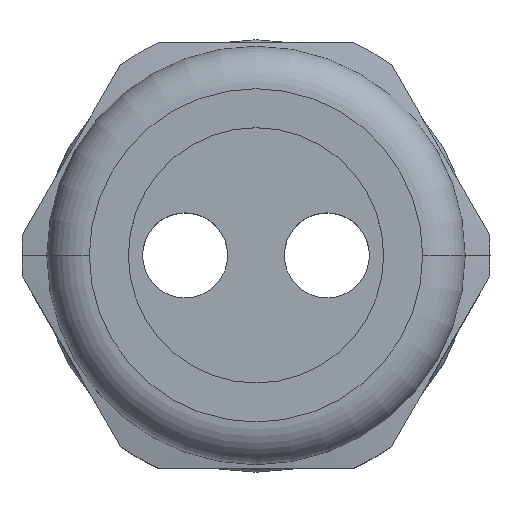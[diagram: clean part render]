
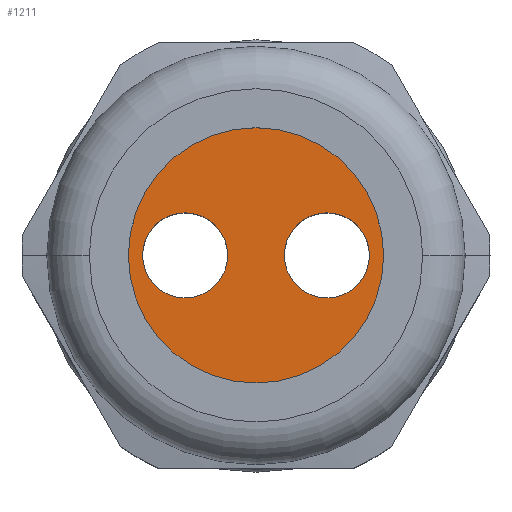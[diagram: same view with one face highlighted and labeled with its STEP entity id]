
A CAD part, top view. The second image highlights one B-rep face of the part: STEP entity #1211.
In plain terms, the highlighted planar face has unit normal (0, 0, 1).
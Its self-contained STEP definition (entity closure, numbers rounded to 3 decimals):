
#160 = CARTESIAN_POINT ( 'NONE',  ( 0., 0., 31.5 ) ) ;
#161 = DIRECTION ( 'NONE',  ( 0., 0., 1. ) ) ;
#162 = DIRECTION ( 'NONE',  ( 1., 0., 0. ) ) ;
#326 = AXIS2_PLACEMENT_3D ( 'NONE', #382, #381, #380 ) ;
#328 = FACE_OUTER_BOUND ( 'NONE', #907, .T. ) ;
#333 = FACE_BOUND ( 'NONE', #905, .T. ) ;
#335 = FACE_BOUND ( 'NONE', #906, .T. ) ;
#339 = AXIS2_PLACEMENT_3D ( 'NONE', #393, #392, #391 ) ;
#340 = AXIS2_PLACEMENT_3D ( 'NONE', #396, #395, #394 ) ;
#380 = DIRECTION ( 'NONE',  ( 1., 0., 0. ) ) ;
#381 = DIRECTION ( 'NONE',  ( 0., 0., 1. ) ) ;
#382 = CARTESIAN_POINT ( 'NONE',  ( 0., 0., 31.5 ) ) ;
#383 = PLANE ( 'NONE',  #326 ) ;
#391 = DIRECTION ( 'NONE',  ( -1., 0., 0. ) ) ;
#392 = DIRECTION ( 'NONE',  ( 0., 0., 1. ) ) ;
#393 = CARTESIAN_POINT ( 'NONE',  ( 5., 0., 31.5 ) ) ;
#394 = DIRECTION ( 'NONE',  ( 1., 0., 0. ) ) ;
#395 = DIRECTION ( 'NONE',  ( 0., 0., 1. ) ) ;
#396 = CARTESIAN_POINT ( 'NONE',  ( -5., 0., 31.5 ) ) ;
#589 = CARTESIAN_POINT ( 'NONE',  ( 9., 0., 31.5 ) ) ;
#590 = CARTESIAN_POINT ( 'NONE',  ( -9., 0., 31.5 ) ) ;
#605 = CARTESIAN_POINT ( 'NONE',  ( 2., 0., 31.5 ) ) ;
#606 = CARTESIAN_POINT ( 'NONE',  ( -2., 0., 31.5 ) ) ;
#610 = CARTESIAN_POINT ( 'NONE',  ( -8., 0., 31.5 ) ) ;
#611 = CARTESIAN_POINT ( 'NONE',  ( 8., 0., 31.5 ) ) ;
#628 = ORIENTED_EDGE ( 'NONE', *, *, #1786, .T. ) ;
#629 = ORIENTED_EDGE ( 'NONE', *, *, #1797, .F. ) ;
#631 = ORIENTED_EDGE ( 'NONE', *, *, #1795, .F. ) ;
#632 = ORIENTED_EDGE ( 'NONE', *, *, #1848, .T. ) ;
#633 = ORIENTED_EDGE ( 'NONE', *, *, #1208, .F. ) ;
#634 = ORIENTED_EDGE ( 'NONE', *, *, #1207, .F. ) ;
#669 = VERTEX_POINT ( 'NONE', #611 ) ;
#670 = VERTEX_POINT ( 'NONE', #610 ) ;
#674 = VERTEX_POINT ( 'NONE', #606 ) ;
#675 = VERTEX_POINT ( 'NONE', #605 ) ;
#690 = VERTEX_POINT ( 'NONE', #590 ) ;
#691 = VERTEX_POINT ( 'NONE', #589 ) ;
#905 = EDGE_LOOP ( 'NONE', ( #633, #631 ) ) ;
#906 = EDGE_LOOP ( 'NONE', ( #634, #629 ) ) ;
#907 = EDGE_LOOP ( 'NONE', ( #632, #628 ) ) ;
#1068 = DIRECTION ( 'NONE',  ( 1., 0., 0. ) ) ;
#1069 = DIRECTION ( 'NONE',  ( 0., 0., 1. ) ) ;
#1070 = CARTESIAN_POINT ( 'NONE',  ( -5., 0., 31.5 ) ) ;
#1104 = CIRCLE ( 'NONE', #1511, 9. ) ;
#1128 = CIRCLE ( 'NONE', #1560, 3. ) ;
#1130 = CIRCLE ( 'NONE', #1557, 3. ) ;
#1135 = CIRCLE ( 'NONE', #1566, 9. ) ;
#1158 = CIRCLE ( 'NONE', #339, 3. ) ;
#1159 = CIRCLE ( 'NONE', #340, 3. ) ;
#1207 = EDGE_CURVE ( 'NONE', #674, #670, #1159, .T. ) ;
#1208 = EDGE_CURVE ( 'NONE', #675, #669, #1158, .T. ) ;
#1211 = ADVANCED_FACE ( 'NONE', ( #333, #335, #328 ), #383, .T. ) ;
#1227 = DIRECTION ( 'NONE',  ( -1., 0., 0. ) ) ;
#1228 = DIRECTION ( 'NONE',  ( 0., 0., 1. ) ) ;
#1238 = CARTESIAN_POINT ( 'NONE',  ( 5., 0., 31.5 ) ) ;
#1254 = DIRECTION ( 'NONE',  ( 1., 0., 0. ) ) ;
#1255 = DIRECTION ( 'NONE',  ( 0., 0., 1. ) ) ;
#1262 = CARTESIAN_POINT ( 'NONE',  ( 0., 0., 31.5 ) ) ;
#1511 = AXIS2_PLACEMENT_3D ( 'NONE', #160, #161, #162 ) ;
#1557 = AXIS2_PLACEMENT_3D ( 'NONE', #1238, #1228, #1227 ) ;
#1560 = AXIS2_PLACEMENT_3D ( 'NONE', #1070, #1069, #1068 ) ;
#1566 = AXIS2_PLACEMENT_3D ( 'NONE', #1262, #1255, #1254 ) ;
#1786 = EDGE_CURVE ( 'NONE', #690, #691, #1135, .T. ) ;
#1795 = EDGE_CURVE ( 'NONE', #669, #675, #1130, .T. ) ;
#1797 = EDGE_CURVE ( 'NONE', #670, #674, #1128, .T. ) ;
#1848 = EDGE_CURVE ( 'NONE', #691, #690, #1104, .T. ) ;
